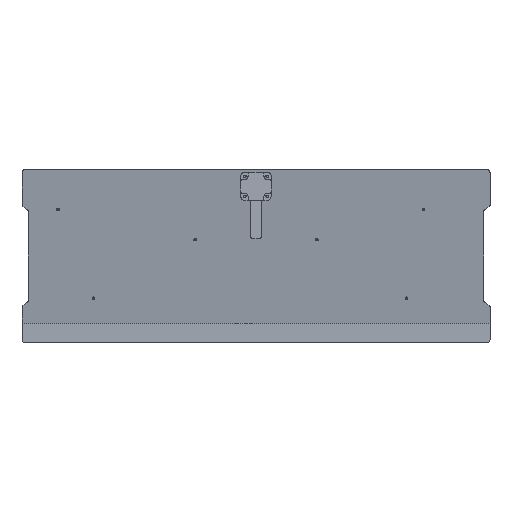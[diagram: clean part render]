
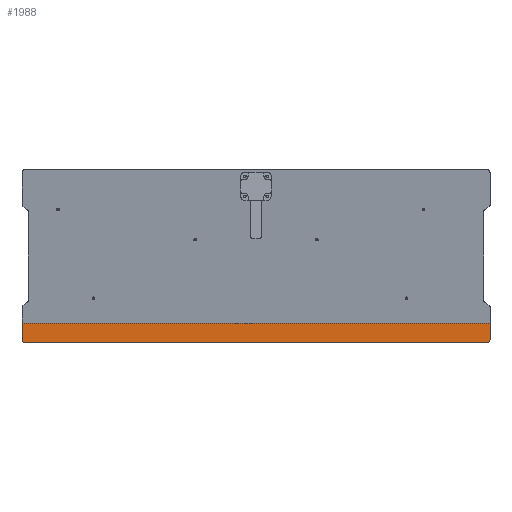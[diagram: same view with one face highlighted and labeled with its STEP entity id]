
A CAD part, top view. The second image highlights one B-rep face of the part: STEP entity #1988.
In plain terms, the highlighted planar face has unit normal (0, 0, 1).
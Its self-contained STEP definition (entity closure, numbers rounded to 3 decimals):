
#37=ELLIPSE('',#2192,2.02,2.);
#39=ELLIPSE('',#2196,2.02,2.);
#173=LINE('',#3295,#353);
#177=LINE('',#3303,#357);
#178=LINE('',#3305,#358);
#179=LINE('',#3308,#359);
#353=VECTOR('',#2697,10.);
#357=VECTOR('',#2703,10.);
#358=VECTOR('',#2704,10.);
#359=VECTOR('',#2707,10.);
#548=FACE_OUTER_BOUND('',#668,.T.);
#668=EDGE_LOOP('',(#1638,#1639,#1640,#1641,#1642,#1643));
#931=VERTEX_POINT('',#3285);
#932=VERTEX_POINT('',#3286);
#935=VERTEX_POINT('',#3294);
#938=VERTEX_POINT('',#3302);
#939=VERTEX_POINT('',#3304);
#940=VERTEX_POINT('',#3306);
#1184=EDGE_CURVE('',#931,#932,#37,.T.);
#1188=EDGE_CURVE('',#932,#935,#173,.T.);
#1192=EDGE_CURVE('',#935,#938,#177,.T.);
#1193=EDGE_CURVE('',#939,#931,#178,.T.);
#1194=EDGE_CURVE('',#940,#939,#39,.T.);
#1195=EDGE_CURVE('',#938,#940,#179,.T.);
#1638=ORIENTED_EDGE('',*,*,#1192,.F.);
#1639=ORIENTED_EDGE('',*,*,#1188,.F.);
#1640=ORIENTED_EDGE('',*,*,#1184,.F.);
#1641=ORIENTED_EDGE('',*,*,#1193,.F.);
#1642=ORIENTED_EDGE('',*,*,#1194,.F.);
#1643=ORIENTED_EDGE('',*,*,#1195,.F.);
#1889=PLANE('',#2195);
#1988=ADVANCED_FACE('',(#548),#1889,.T.);
#2192=AXIS2_PLACEMENT_3D('',#3287,#2689,#2690);
#2195=AXIS2_PLACEMENT_3D('',#3301,#2701,#2702);
#2196=AXIS2_PLACEMENT_3D('',#3307,#2705,#2706);
#2689=DIRECTION('center_axis',(0.,0.,-1.));
#2690=DIRECTION('ref_axis',(0.,-1.,0.));
#2697=DIRECTION('',(0.,1.,0.));
#2701=DIRECTION('center_axis',(0.,0.,1.));
#2702=DIRECTION('ref_axis',(1.,0.,0.));
#2703=DIRECTION('',(1.,0.,0.));
#2704=DIRECTION('',(-1.,0.,0.));
#2705=DIRECTION('center_axis',(0.,0.,-1.));
#2706=DIRECTION('ref_axis',(0.,-1.,0.));
#2707=DIRECTION('',(0.,-1.,0.));
#3285=CARTESIAN_POINT('',(22.,20.,0.));
#3286=CARTESIAN_POINT('',(20.,22.02,0.));
#3287=CARTESIAN_POINT('Origin',(22.,22.02,0.));
#3294=CARTESIAN_POINT('',(20.,32.3,0.));
#3295=CARTESIAN_POINT('',(20.,20.,0.));
#3301=CARTESIAN_POINT('Origin',(166.375,74.328,0.));
#3302=CARTESIAN_POINT('',(312.75,32.3,0.));
#3303=CARTESIAN_POINT('',(20.,32.3,0.));
#3304=CARTESIAN_POINT('',(310.75,20.,0.));
#3305=CARTESIAN_POINT('',(312.75,20.,0.));
#3306=CARTESIAN_POINT('',(312.75,22.02,0.));
#3307=CARTESIAN_POINT('Origin',(310.75,22.02,0.));
#3308=CARTESIAN_POINT('',(312.75,128.656,0.));
